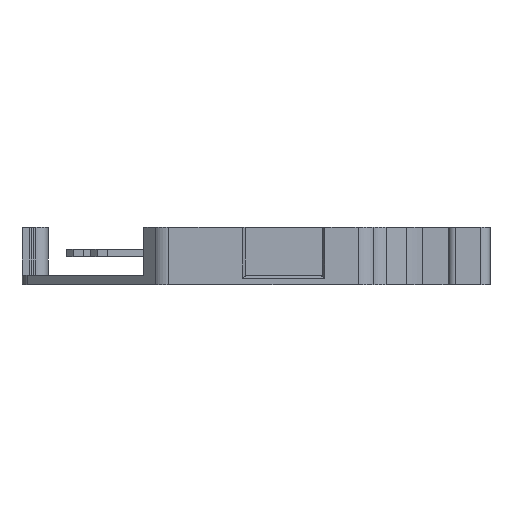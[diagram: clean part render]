
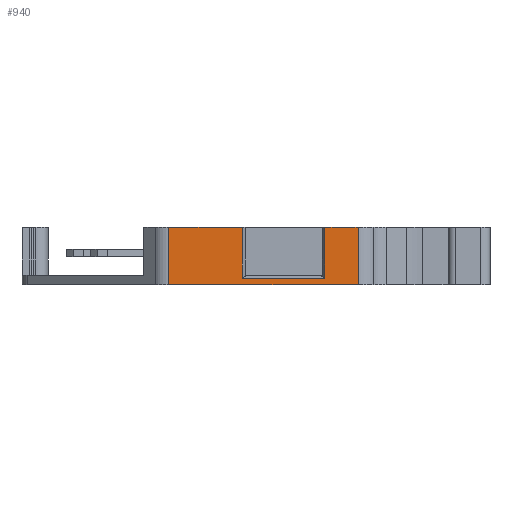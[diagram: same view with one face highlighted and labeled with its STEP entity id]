
A CAD part, left-side view. The second image highlights one B-rep face of the part: STEP entity #940.
In plain terms, the highlighted planar face has unit normal (-1, 0, 0).
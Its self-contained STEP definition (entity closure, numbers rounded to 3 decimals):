
#58 = ORIENTED_EDGE ( 'NONE', *, *, #5231, .T. ) ;
#339 = CARTESIAN_POINT ( 'NONE',  ( -27.1, -20.201, 6.15 ) ) ;
#496 = DIRECTION ( 'NONE',  ( 0., 0., -1. ) ) ;
#596 = ORIENTED_EDGE ( 'NONE', *, *, #1105, .F. ) ;
#778 = VECTOR ( 'NONE', #7359, 1000. ) ;
#782 = LINE ( 'NONE', #5497, #7509 ) ;
#940 = ADVANCED_FACE ( 'NONE', ( #1118 ), #4404, .F. ) ;
#971 = VERTEX_POINT ( 'NONE', #7258 ) ;
#1046 = ORIENTED_EDGE ( 'NONE', *, *, #4427, .F. ) ;
#1105 = EDGE_CURVE ( 'NONE', #971, #8275, #7991, .T. ) ;
#1118 = FACE_OUTER_BOUND ( 'NONE', #8267, .T. ) ;
#1321 = CARTESIAN_POINT ( 'NONE',  ( -27.1, -21.002, 6.15 ) ) ;
#1334 = DIRECTION ( 'NONE',  ( 0., -1., 0. ) ) ;
#1423 = EDGE_CURVE ( 'NONE', #7554, #6072, #4438, .T. ) ;
#1478 = DIRECTION ( 'NONE',  ( 0., 0., 1. ) ) ;
#1684 = CARTESIAN_POINT ( 'NONE',  ( -27.1, -0.661, 6.15 ) ) ;
#1911 = ORIENTED_EDGE ( 'NONE', *, *, #7592, .F. ) ;
#2064 = LINE ( 'NONE', #4201, #778 ) ;
#2065 = VECTOR ( 'NONE', #4898, 1000. ) ;
#2295 = VECTOR ( 'NONE', #4349, 1000. ) ;
#2325 = ORIENTED_EDGE ( 'NONE', *, *, #6120, .F. ) ;
#2440 = CARTESIAN_POINT ( 'NONE',  ( -27.1, -8.56, -8.545 ) ) ;
#2450 = LINE ( 'NONE', #5770, #4571 ) ;
#2597 = VECTOR ( 'NONE', #5878, 1000. ) ;
#2622 = ORIENTED_EDGE ( 'NONE', *, *, #6186, .T. ) ;
#2783 = CARTESIAN_POINT ( 'NONE',  ( -27.1, -20.201, 6.15 ) ) ;
#2837 = CARTESIAN_POINT ( 'NONE',  ( -27.1, -21.002, 6.15 ) ) ;
#2930 = CARTESIAN_POINT ( 'NONE',  ( -27.1, -8.56, 0.688 ) ) ;
#3069 = VECTOR ( 'NONE', #4449, 1000. ) ;
#3639 = EDGE_CURVE ( 'NONE', #6072, #5132, #2064, .T. ) ;
#3652 = LINE ( 'NONE', #4307, #2597 ) ;
#4201 = CARTESIAN_POINT ( 'NONE',  ( -27.1, -21.002, 0. ) ) ;
#4281 = LINE ( 'NONE', #2930, #2065 ) ;
#4307 = CARTESIAN_POINT ( 'NONE',  ( -27.1, -21.002, 6.15 ) ) ;
#4309 = LINE ( 'NONE', #1321, #5727 ) ;
#4349 = DIRECTION ( 'NONE',  ( 0., 0., -1. ) ) ;
#4404 = PLANE ( 'NONE',  #5515 ) ;
#4427 = EDGE_CURVE ( 'NONE', #8275, #5089, #3652, .T. ) ;
#4438 = LINE ( 'NONE', #1684, #2295 ) ;
#4449 = DIRECTION ( 'NONE',  ( 0., 0., 1. ) ) ;
#4571 = VECTOR ( 'NONE', #8475, 1000. ) ;
#4898 = DIRECTION ( 'NONE',  ( 0., 1., 0. ) ) ;
#4972 = VECTOR ( 'NONE', #1334, 1000. ) ;
#5066 = CARTESIAN_POINT ( 'NONE',  ( -27.1, -21.002, 6.15 ) ) ;
#5089 = VERTEX_POINT ( 'NONE', #2837 ) ;
#5132 = VERTEX_POINT ( 'NONE', #6909 ) ;
#5231 = EDGE_CURVE ( 'NONE', #5488, #5714, #8421, .T. ) ;
#5423 = ORIENTED_EDGE ( 'NONE', *, *, #3639, .T. ) ;
#5477 = ORIENTED_EDGE ( 'NONE', *, *, #5686, .F. ) ;
#5488 = VERTEX_POINT ( 'NONE', #8196 ) ;
#5497 = CARTESIAN_POINT ( 'NONE',  ( -27.1, -17.413, -8.545 ) ) ;
#5515 = AXIS2_PLACEMENT_3D ( 'NONE', #5066, #7082, #5762 ) ;
#5686 = EDGE_CURVE ( 'NONE', #5089, #5132, #4309, .T. ) ;
#5714 = VERTEX_POINT ( 'NONE', #6597 ) ;
#5727 = VECTOR ( 'NONE', #496, 1000. ) ;
#5762 = DIRECTION ( 'NONE',  ( 0., 1., 0. ) ) ;
#5770 = CARTESIAN_POINT ( 'NONE',  ( -27.1, -20.201, 6.15 ) ) ;
#5878 = DIRECTION ( 'NONE',  ( 0., -1., 0. ) ) ;
#6072 = VERTEX_POINT ( 'NONE', #8046 ) ;
#6120 = EDGE_CURVE ( 'NONE', #6782, #971, #782, .T. ) ;
#6186 = EDGE_CURVE ( 'NONE', #6782, #5488, #4281, .T. ) ;
#6597 = CARTESIAN_POINT ( 'NONE',  ( -27.1, -8.56, 6.15 ) ) ;
#6782 = VERTEX_POINT ( 'NONE', #7807 ) ;
#6909 = CARTESIAN_POINT ( 'NONE',  ( -27.1, -21.002, 0. ) ) ;
#7082 = DIRECTION ( 'NONE',  ( 1., 0., 0. ) ) ;
#7093 = CARTESIAN_POINT ( 'NONE',  ( -27.1, -0.661, 6.15 ) ) ;
#7258 = CARTESIAN_POINT ( 'NONE',  ( -27.1, -17.413, 6.15 ) ) ;
#7359 = DIRECTION ( 'NONE',  ( 0., -1., 0. ) ) ;
#7509 = VECTOR ( 'NONE', #1478, 1000. ) ;
#7554 = VERTEX_POINT ( 'NONE', #7093 ) ;
#7592 = EDGE_CURVE ( 'NONE', #7554, #5714, #2450, .T. ) ;
#7807 = CARTESIAN_POINT ( 'NONE',  ( -27.1, -17.413, 0.688 ) ) ;
#7991 = LINE ( 'NONE', #2783, #4972 ) ;
#8045 = ORIENTED_EDGE ( 'NONE', *, *, #1423, .T. ) ;
#8046 = CARTESIAN_POINT ( 'NONE',  ( -27.1, -0.661, 0. ) ) ;
#8196 = CARTESIAN_POINT ( 'NONE',  ( -27.1, -8.56, 0.688 ) ) ;
#8267 = EDGE_LOOP ( 'NONE', ( #8045, #5423, #5477, #1046, #596, #2325, #2622, #58, #1911 ) ) ;
#8275 = VERTEX_POINT ( 'NONE', #339 ) ;
#8421 = LINE ( 'NONE', #2440, #3069 ) ;
#8475 = DIRECTION ( 'NONE',  ( 0., -1., 0. ) ) ;
